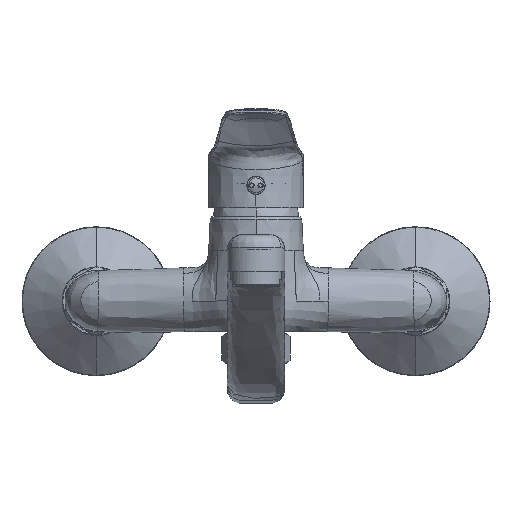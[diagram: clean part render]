
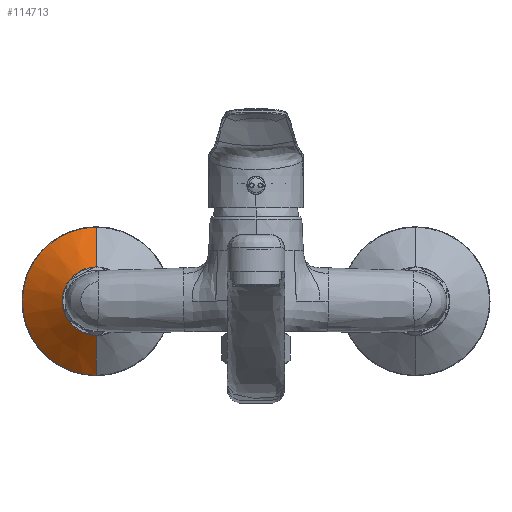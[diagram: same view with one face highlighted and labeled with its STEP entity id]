
A CAD part, top view. The second image highlights one B-rep face of the part: STEP entity #114713.
In plain terms, the highlighted conical face has half-angle 51.34 degrees and reference radius 34.812 mm.
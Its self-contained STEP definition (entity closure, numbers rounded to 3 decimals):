
#2474 = CARTESIAN_POINT ( 'NONE',  ( -75.154, -34.812, 7.15 ) ) ;
#3396 = CARTESIAN_POINT ( 'NONE',  ( -74.998, -34.812, 7.15 ) ) ;
#3506 = CIRCLE ( 'NONE', #146700, 16.137 ) ;
#4243 = EDGE_CURVE ( 'NONE', #25503, #53548, #135006, .T. ) ;
#8898 = CARTESIAN_POINT ( 'NONE',  ( -74.998, 34.812, 7.15 ) ) ;
#10151 = DIRECTION ( 'NONE',  ( 0., -1., 0. ) ) ;
#11962 = EDGE_CURVE ( 'NONE', #53548, #96941, #115262, .T. ) ;
#15867 = AXIS2_PLACEMENT_3D ( 'NONE', #36462, #23008, #10151 ) ;
#17240 = EDGE_CURVE ( 'NONE', #154621, #30124, #79646, .T. ) ;
#18788 = AXIS2_PLACEMENT_3D ( 'NONE', #29805, #123334, #43255 ) ;
#21079 = DIRECTION ( 'NONE',  ( 0., 0., 1. ) ) ;
#23008 = DIRECTION ( 'NONE',  ( 0., 0., -1. ) ) ;
#25503 = VERTEX_POINT ( 'NONE', #88271 ) ;
#29805 = CARTESIAN_POINT ( 'NONE',  ( -74.998, 0., 7.15 ) ) ;
#30124 = VERTEX_POINT ( 'NONE', #3396 ) ;
#34814 = VECTOR ( 'NONE', #125522, 1000. ) ;
#36462 = CARTESIAN_POINT ( 'NONE',  ( -74.998, 0., 7.15 ) ) ;
#43255 = DIRECTION ( 'NONE',  ( 0., -1., 0. ) ) ;
#44134 = VECTOR ( 'NONE', #76722, 1000. ) ;
#53548 = VERTEX_POINT ( 'NONE', #119453 ) ;
#53737 = VERTEX_POINT ( 'NONE', #134028 ) ;
#56761 = DIRECTION ( 'NONE',  ( 0., 0., -1. ) ) ;
#63363 = DIRECTION ( 'NONE',  ( 0., 0., -1. ) ) ;
#67286 = CIRCLE ( 'NONE', #157697, 34.812 ) ;
#69771 = EDGE_CURVE ( 'NONE', #96941, #154621, #67286, .T. ) ;
#70376 = LINE ( 'NONE', #138411, #34814 ) ;
#70573 = EDGE_LOOP ( 'NONE', ( #146135, #109325, #75722, #152646, #83914, #125705 ) ) ;
#74067 = AXIS2_PLACEMENT_3D ( 'NONE', #143465, #63363, #156928 ) ;
#75722 = ORIENTED_EDGE ( 'NONE', *, *, #11962, .T. ) ;
#76722 = DIRECTION ( 'NONE',  ( 0., 0.781, -0.625 ) ) ;
#79646 = CIRCLE ( 'NONE', #18788, 34.812 ) ;
#83914 = ORIENTED_EDGE ( 'NONE', *, *, #17240, .T. ) ;
#88271 = CARTESIAN_POINT ( 'NONE',  ( -75.097, -16.137, 22.09 ) ) ;
#88714 = FACE_OUTER_BOUND ( 'NONE', #70573, .T. ) ;
#96941 = VERTEX_POINT ( 'NONE', #153188 ) ;
#101145 = CARTESIAN_POINT ( 'NONE',  ( -74.998, 0., 7.15 ) ) ;
#109325 = ORIENTED_EDGE ( 'NONE', *, *, #4243, .T. ) ;
#110513 = EDGE_CURVE ( 'NONE', #53737, #25503, #3506, .T. ) ;
#114584 = DIRECTION ( 'NONE',  ( 0., -1., 0. ) ) ;
#114713 = ADVANCED_FACE ( 'NONE', ( #88714 ), #143061, .T. ) ;
#115262 = LINE ( 'NONE', #8898, #44134 ) ;
#119453 = CARTESIAN_POINT ( 'NONE',  ( -74.998, 16.137, 22.09 ) ) ;
#123334 = DIRECTION ( 'NONE',  ( 0., 0., 1. ) ) ;
#125522 = DIRECTION ( 'NONE',  ( 0., -0.781, -0.625 ) ) ;
#125705 = ORIENTED_EDGE ( 'NONE', *, *, #159193, .F. ) ;
#134028 = CARTESIAN_POINT ( 'NONE',  ( -74.998, -16.137, 22.09 ) ) ;
#135006 = CIRCLE ( 'NONE', #74067, 16.137 ) ;
#136838 = CARTESIAN_POINT ( 'NONE',  ( -74.998, 0., 22.09 ) ) ;
#138411 = CARTESIAN_POINT ( 'NONE',  ( -74.998, -34.812, 7.15 ) ) ;
#143061 = CONICAL_SURFACE ( 'NONE', #15867, 34.812, 0.896 ) ;
#143465 = CARTESIAN_POINT ( 'NONE',  ( -74.998, 0., 22.09 ) ) ;
#146135 = ORIENTED_EDGE ( 'NONE', *, *, #110513, .T. ) ;
#146700 = AXIS2_PLACEMENT_3D ( 'NONE', #136838, #56761, #150309 ) ;
#150309 = DIRECTION ( 'NONE',  ( 0., -1., 0. ) ) ;
#152646 = ORIENTED_EDGE ( 'NONE', *, *, #69771, .T. ) ;
#153188 = CARTESIAN_POINT ( 'NONE',  ( -74.998, 34.812, 7.15 ) ) ;
#154621 = VERTEX_POINT ( 'NONE', #2474 ) ;
#156928 = DIRECTION ( 'NONE',  ( 0., -1., 0. ) ) ;
#157697 = AXIS2_PLACEMENT_3D ( 'NONE', #101145, #21079, #114584 ) ;
#159193 = EDGE_CURVE ( 'NONE', #53737, #30124, #70376, .T. ) ;
